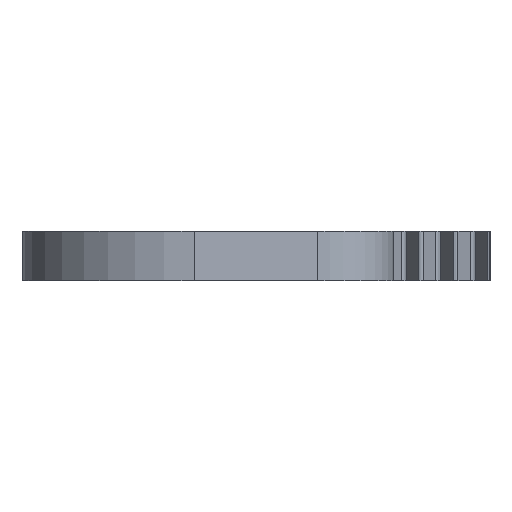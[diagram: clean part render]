
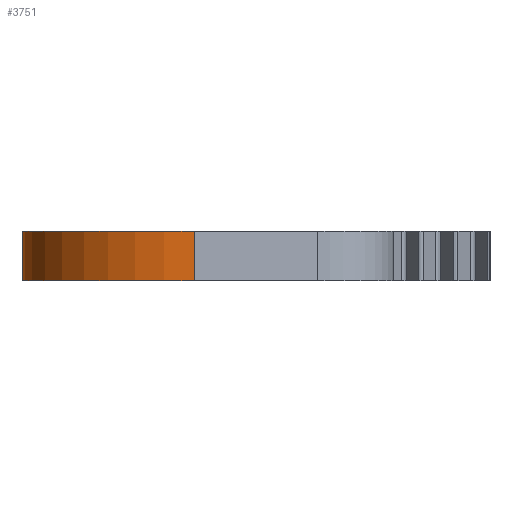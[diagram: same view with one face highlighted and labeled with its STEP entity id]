
A CAD part, left-side view. The second image highlights one B-rep face of the part: STEP entity #3751.
In plain terms, the highlighted cylindrical face has radius 3.5 mm (diameter 7 mm), a partial arc.
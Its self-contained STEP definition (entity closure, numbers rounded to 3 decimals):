
#3693=CARTESIAN_POINT('',(-40.,-1.338,1.0));
#3694=VERTEX_POINT('',#3693);
#3701=CARTESIAN_POINT('',(-40.,-1.338,0.0));
#3702=VERTEX_POINT('',#3701);
#3703=CARTESIAN_POINT('',(-40.,-1.338,0.0));
#3704=DIRECTION('',(0.0,0.0,1.0));
#3705=VECTOR('',#3704,1.0);
#3706=LINE('',#3703,#3705);
#3707=EDGE_CURVE('',#3702,#3694,#3706,.T.);
#3719=CARTESIAN_POINT('',(-36.5,-1.338,0.0));
#3720=DIRECTION('',(0.0,0.0,1.0));
#3721=DIRECTION('',(0.0,-1.0,0.0));
#3722=AXIS2_PLACEMENT_3D('',#3719,#3720,#3721);
#3723=CYLINDRICAL_SURFACE('',#3722,3.5);
#3724=CARTESIAN_POINT('',(-36.5,2.162,1.0));
#3725=VERTEX_POINT('',#3724);
#3726=CARTESIAN_POINT('',(-36.5,-1.338,1.0));
#3727=DIRECTION('',(0.0,0.0,-1.0));
#3728=DIRECTION('',(0.0,-1.0,0.0));
#3729=AXIS2_PLACEMENT_3D('',#3726,#3727,#3728);
#3730=CIRCLE('',#3729,3.5);
#3731=EDGE_CURVE('',#3694,#3725,#3730,.T.);
#3732=ORIENTED_EDGE('',*,*,#3731,.T.);
#3733=CARTESIAN_POINT('',(-36.5,2.162,0.0));
#3734=VERTEX_POINT('',#3733);
#3735=CARTESIAN_POINT('',(-36.5,2.162,0.0));
#3736=DIRECTION('',(0.0,0.0,1.0));
#3737=VECTOR('',#3736,1.0);
#3738=LINE('',#3735,#3737);
#3739=EDGE_CURVE('',#3734,#3725,#3738,.T.);
#3740=ORIENTED_EDGE('',*,*,#3739,.F.);
#3741=CARTESIAN_POINT('',(-36.5,-1.338,0.0));
#3742=DIRECTION('',(0.0,0.0,-1.0));
#3743=DIRECTION('',(0.0,-1.0,0.0));
#3744=AXIS2_PLACEMENT_3D('',#3741,#3742,#3743);
#3745=CIRCLE('',#3744,3.5);
#3746=EDGE_CURVE('',#3702,#3734,#3745,.T.);
#3747=ORIENTED_EDGE('',*,*,#3746,.F.);
#3748=ORIENTED_EDGE('',*,*,#3707,.T.);
#3749=EDGE_LOOP('',(#3732,#3740,#3747,#3748));
#3750=FACE_OUTER_BOUND('',#3749,.T.);
#3751=ADVANCED_FACE('',(#3750),#3723,.T.);
